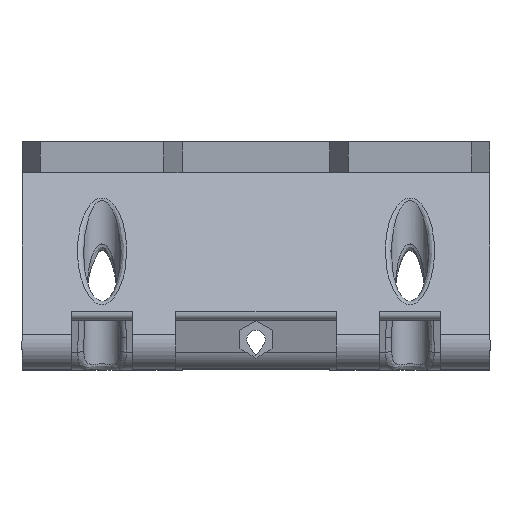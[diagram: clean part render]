
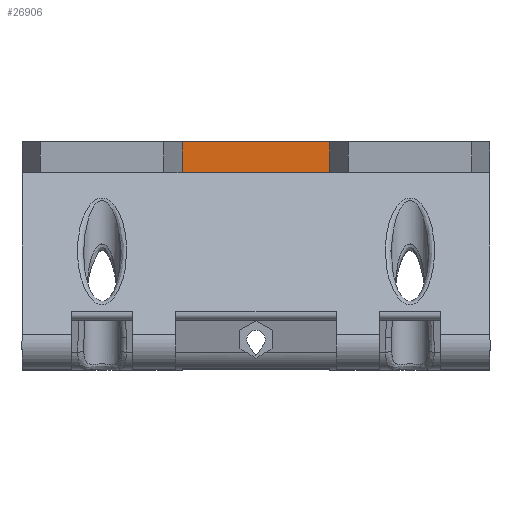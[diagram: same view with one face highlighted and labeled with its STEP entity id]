
A CAD part, top view. The second image highlights one B-rep face of the part: STEP entity #26906.
In plain terms, the highlighted planar face has unit normal (0, 0, 1).
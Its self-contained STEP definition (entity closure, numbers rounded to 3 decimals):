
#1409 = PLANE('',#1410);
#1410 = AXIS2_PLACEMENT_3D('',#1411,#1412,#1413);
#1411 = CARTESIAN_POINT('',(0.,-18.619,
    36.277));
#1412 = DIRECTION('',(0.,-0.419,-0.908
    ));
#1413 = DIRECTION('',(0.,-0.908,0.419
    ));
#5006 = PLANE('',#5007);
#5007 = AXIS2_PLACEMENT_3D('',#5008,#5009,#5010);
#5008 = CARTESIAN_POINT('',(0.,0.,-30.)
  );
#5009 = DIRECTION('',(0.,-1.,0.));
#5010 = DIRECTION('',(0.,0.,-1.));
#5387 = PLANE('',#5388);
#5388 = AXIS2_PLACEMENT_3D('',#5389,#5390,#5391);
#5389 = CARTESIAN_POINT('',(-12.,0.,
    30.));
#5390 = DIRECTION('',(-0.966,0.,-0.259
    ));
#5391 = DIRECTION('',(-0.259,0.,0.966)
  );
#5445 = EDGE_CURVE('',#5446,#5448,#5450,.T.);
#5446 = VERTEX_POINT('',#5447);
#5447 = CARTESIAN_POINT('',(-12.,0.,
    30.));
#5448 = VERTEX_POINT('',#5449);
#5449 = CARTESIAN_POINT('',(-12.,-5.,30.));
#5450 = SURFACE_CURVE('',#5451,(#5455,#5462),.PCURVE_S1.);
#5451 = LINE('',#5452,#5453);
#5452 = CARTESIAN_POINT('',(-12.,0.,
    30.));
#5453 = VECTOR('',#5454,1.);
#5454 = DIRECTION('',(0.,-1.,0.));
#5455 = PCURVE('',#5387,#5456);
#5456 = DEFINITIONAL_REPRESENTATION('',(#5457),#5461);
#5457 = LINE('',#5458,#5459);
#5458 = CARTESIAN_POINT('',(0.,0.));
#5459 = VECTOR('',#5460,1.);
#5460 = DIRECTION('',(0.,-1.));
#5461 = ( GEOMETRIC_REPRESENTATION_CONTEXT(2) 
PARAMETRIC_REPRESENTATION_CONTEXT() REPRESENTATION_CONTEXT('2D SPACE',''
  ) );
#5462 = PCURVE('',#5463,#5468);
#5463 = PLANE('',#5464);
#5464 = AXIS2_PLACEMENT_3D('',#5465,#5466,#5467);
#5465 = CARTESIAN_POINT('',(0.,-2.5,30.));
#5466 = DIRECTION('',(0.,0.,-1.));
#5467 = DIRECTION('',(0.,-1.,0.));
#5468 = DEFINITIONAL_REPRESENTATION('',(#5469),#5473);
#5469 = LINE('',#5470,#5471);
#5470 = CARTESIAN_POINT('',(-2.5,12.));
#5471 = VECTOR('',#5472,1.);
#5472 = DIRECTION('',(1.,0.));
#5473 = ( GEOMETRIC_REPRESENTATION_CONTEXT(2) 
PARAMETRIC_REPRESENTATION_CONTEXT() REPRESENTATION_CONTEXT('2D SPACE',''
  ) );
#14681 = PLANE('',#14682);
#14682 = AXIS2_PLACEMENT_3D('',#14683,#14684,#14685);
#14683 = CARTESIAN_POINT('',(12.,0.,
    30.));
#14684 = DIRECTION('',(0.966,0.,-0.259
    ));
#14685 = DIRECTION('',(-0.259,0.,
    -0.966));
#14739 = EDGE_CURVE('',#14740,#14742,#14744,.T.);
#14740 = VERTEX_POINT('',#14741);
#14741 = CARTESIAN_POINT('',(12.,0.,
    30.));
#14742 = VERTEX_POINT('',#14743);
#14743 = CARTESIAN_POINT('',(12.,-5.,30.));
#14744 = SURFACE_CURVE('',#14745,(#14749,#14756),.PCURVE_S1.);
#14745 = LINE('',#14746,#14747);
#14746 = CARTESIAN_POINT('',(12.,0.,
    30.));
#14747 = VECTOR('',#14748,1.);
#14748 = DIRECTION('',(0.,-1.,0.));
#14749 = PCURVE('',#14681,#14750);
#14750 = DEFINITIONAL_REPRESENTATION('',(#14751),#14755);
#14751 = LINE('',#14752,#14753);
#14752 = CARTESIAN_POINT('',(-0.,-0.));
#14753 = VECTOR('',#14754,1.);
#14754 = DIRECTION('',(-0.,-1.));
#14755 = ( GEOMETRIC_REPRESENTATION_CONTEXT(2) 
PARAMETRIC_REPRESENTATION_CONTEXT() REPRESENTATION_CONTEXT('2D SPACE',''
  ) );
#14756 = PCURVE('',#5463,#14757);
#14757 = DEFINITIONAL_REPRESENTATION('',(#14758),#14762);
#14758 = LINE('',#14759,#14760);
#14759 = CARTESIAN_POINT('',(-2.5,-12.));
#14760 = VECTOR('',#14761,1.);
#14761 = DIRECTION('',(1.,0.));
#14762 = ( GEOMETRIC_REPRESENTATION_CONTEXT(2) 
PARAMETRIC_REPRESENTATION_CONTEXT() REPRESENTATION_CONTEXT('2D SPACE',''
  ) );
#26175 = EDGE_CURVE('',#14740,#5446,#26176,.T.);
#26176 = SURFACE_CURVE('',#26177,(#26181,#26188),.PCURVE_S1.);
#26177 = LINE('',#26178,#26179);
#26178 = CARTESIAN_POINT('',(0.,0.,30.)
  );
#26179 = VECTOR('',#26180,1.);
#26180 = DIRECTION('',(-1.,0.,0.));
#26181 = PCURVE('',#5006,#26182);
#26182 = DEFINITIONAL_REPRESENTATION('',(#26183),#26187);
#26183 = LINE('',#26184,#26185);
#26184 = CARTESIAN_POINT('',(-60.,0.));
#26185 = VECTOR('',#26186,1.);
#26186 = DIRECTION('',(0.,-1.));
#26187 = ( GEOMETRIC_REPRESENTATION_CONTEXT(2) 
PARAMETRIC_REPRESENTATION_CONTEXT() REPRESENTATION_CONTEXT('2D SPACE',''
  ) );
#26188 = PCURVE('',#5463,#26189);
#26189 = DEFINITIONAL_REPRESENTATION('',(#26190),#26194);
#26190 = LINE('',#26191,#26192);
#26191 = CARTESIAN_POINT('',(-2.5,0.));
#26192 = VECTOR('',#26193,1.);
#26193 = DIRECTION('',(0.,1.));
#26194 = ( GEOMETRIC_REPRESENTATION_CONTEXT(2) 
PARAMETRIC_REPRESENTATION_CONTEXT() REPRESENTATION_CONTEXT('2D SPACE',''
  ) );
#26872 = EDGE_CURVE('',#5448,#14742,#26873,.T.);
#26873 = SURFACE_CURVE('',#26874,(#26878,#26885),.PCURVE_S1.);
#26874 = LINE('',#26875,#26876);
#26875 = CARTESIAN_POINT('',(0.,-5.,30.));
#26876 = VECTOR('',#26877,1.);
#26877 = DIRECTION('',(1.,0.,0.));
#26878 = PCURVE('',#1409,#26879);
#26879 = DEFINITIONAL_REPRESENTATION('',(#26880),#26884);
#26880 = LINE('',#26881,#26882);
#26881 = CARTESIAN_POINT('',(-14.996,0.));
#26882 = VECTOR('',#26883,1.);
#26883 = DIRECTION('',(0.,-1.));
#26884 = ( GEOMETRIC_REPRESENTATION_CONTEXT(2) 
PARAMETRIC_REPRESENTATION_CONTEXT() REPRESENTATION_CONTEXT('2D SPACE',''
  ) );
#26885 = PCURVE('',#5463,#26886);
#26886 = DEFINITIONAL_REPRESENTATION('',(#26887),#26891);
#26887 = LINE('',#26888,#26889);
#26888 = CARTESIAN_POINT('',(2.5,0.));
#26889 = VECTOR('',#26890,1.);
#26890 = DIRECTION('',(0.,-1.));
#26891 = ( GEOMETRIC_REPRESENTATION_CONTEXT(2) 
PARAMETRIC_REPRESENTATION_CONTEXT() REPRESENTATION_CONTEXT('2D SPACE',''
  ) );
#26906 = ADVANCED_FACE('',(#26907),#5463,.F.);
#26907 = FACE_BOUND('',#26908,.T.);
#26908 = EDGE_LOOP('',(#26909,#26910,#26911,#26912));
#26909 = ORIENTED_EDGE('',*,*,#26175,.T.);
#26910 = ORIENTED_EDGE('',*,*,#5445,.T.);
#26911 = ORIENTED_EDGE('',*,*,#26872,.T.);
#26912 = ORIENTED_EDGE('',*,*,#14739,.F.);
